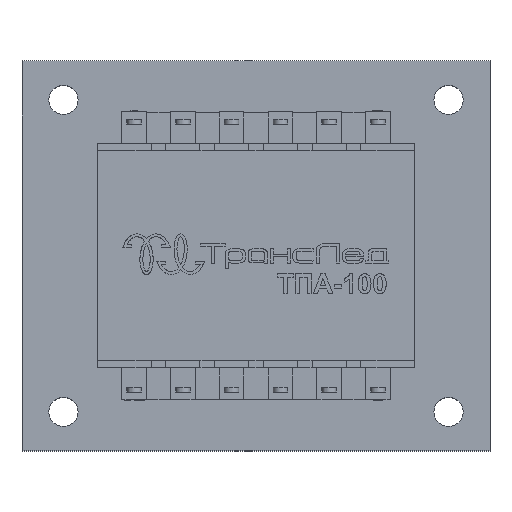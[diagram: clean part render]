
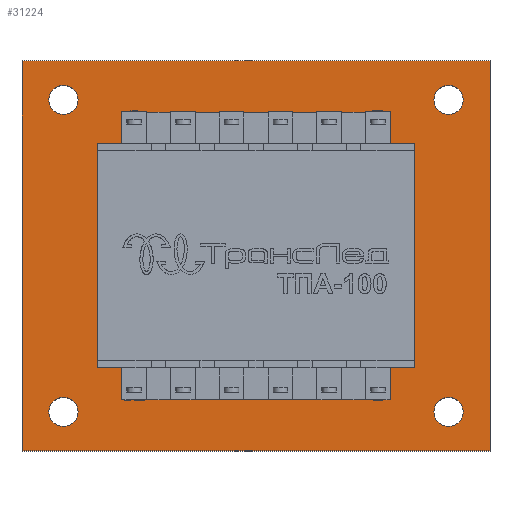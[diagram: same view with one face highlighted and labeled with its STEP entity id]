
A CAD part, top view. The second image highlights one B-rep face of the part: STEP entity #31224.
In plain terms, the highlighted planar face has unit normal (0, 0, 1).
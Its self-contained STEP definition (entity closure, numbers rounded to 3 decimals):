
#1564=FACE_BOUND('',#4649,.T.);
#1565=FACE_BOUND('',#4650,.T.);
#1566=FACE_BOUND('',#4651,.T.);
#1567=FACE_BOUND('',#4652,.T.);
#1568=FACE_BOUND('',#4653,.T.);
#1887=CIRCLE('',#33242,3.);
#1889=CIRCLE('',#33245,3.);
#1891=CIRCLE('',#33248,3.);
#1893=CIRCLE('',#33251,3.);
#2666=FACE_OUTER_BOUND('',#4648,.T.);
#4648=EDGE_LOOP('',(#22658,#22659,#22660,#22661));
#4649=EDGE_LOOP('',(#22662,#22663,#22664,#22665));
#4650=EDGE_LOOP('',(#22666));
#4651=EDGE_LOOP('',(#22667));
#4652=EDGE_LOOP('',(#22668));
#4653=EDGE_LOOP('',(#22669));
#6824=LINE('',#43563,#10279);
#6828=LINE('',#43571,#10283);
#6831=LINE('',#43577,#10286);
#6834=LINE('',#43582,#10289);
#6842=LINE('',#43615,#10297);
#6845=LINE('',#43621,#10300);
#6848=LINE('',#43627,#10303);
#6851=LINE('',#43631,#10306);
#10279=VECTOR('',#36476,10.);
#10283=VECTOR('',#36482,10.);
#10286=VECTOR('',#36487,10.);
#10289=VECTOR('',#36492,10.);
#10297=VECTOR('',#36526,10.);
#10300=VECTOR('',#36531,10.);
#10303=VECTOR('',#36536,10.);
#10306=VECTOR('',#36541,10.);
#13618=VERTEX_POINT('',#43561);
#13619=VERTEX_POINT('',#43562);
#13622=VERTEX_POINT('',#43570);
#13624=VERTEX_POINT('',#43576);
#13627=VERTEX_POINT('',#43587);
#13629=VERTEX_POINT('',#43593);
#13631=VERTEX_POINT('',#43599);
#13633=VERTEX_POINT('',#43605);
#13636=VERTEX_POINT('',#43612);
#13637=VERTEX_POINT('',#43614);
#13639=VERTEX_POINT('',#43620);
#13641=VERTEX_POINT('',#43626);
#16990=EDGE_CURVE('',#13618,#13619,#6824,.T.);
#16994=EDGE_CURVE('',#13619,#13622,#6828,.T.);
#16997=EDGE_CURVE('',#13622,#13624,#6831,.T.);
#17000=EDGE_CURVE('',#13624,#13618,#6834,.T.);
#17004=EDGE_CURVE('',#13627,#13627,#1887,.T.);
#17007=EDGE_CURVE('',#13629,#13629,#1889,.T.);
#17010=EDGE_CURVE('',#13631,#13631,#1891,.T.);
#17013=EDGE_CURVE('',#13633,#13633,#1893,.T.);
#17016=EDGE_CURVE('',#13637,#13636,#6842,.T.);
#17019=EDGE_CURVE('',#13639,#13637,#6845,.T.);
#17022=EDGE_CURVE('',#13641,#13639,#6848,.T.);
#17025=EDGE_CURVE('',#13636,#13641,#6851,.T.);
#22658=ORIENTED_EDGE('',*,*,#17025,.T.);
#22659=ORIENTED_EDGE('',*,*,#17022,.T.);
#22660=ORIENTED_EDGE('',*,*,#17019,.T.);
#22661=ORIENTED_EDGE('',*,*,#17016,.T.);
#22662=ORIENTED_EDGE('',*,*,#16997,.T.);
#22663=ORIENTED_EDGE('',*,*,#17000,.T.);
#22664=ORIENTED_EDGE('',*,*,#16990,.T.);
#22665=ORIENTED_EDGE('',*,*,#16994,.T.);
#22666=ORIENTED_EDGE('',*,*,#17013,.T.);
#22667=ORIENTED_EDGE('',*,*,#17010,.T.);
#22668=ORIENTED_EDGE('',*,*,#17007,.T.);
#22669=ORIENTED_EDGE('',*,*,#17004,.T.);
#29972=PLANE('',#33256);
#31224=ADVANCED_FACE('',(#2666,#1564,#1565,#1566,#1567,#1568),#29972,.T.);
#33242=AXIS2_PLACEMENT_3D('',#43589,#36499,#36500);
#33245=AXIS2_PLACEMENT_3D('',#43595,#36506,#36507);
#33248=AXIS2_PLACEMENT_3D('',#43601,#36513,#36514);
#33251=AXIS2_PLACEMENT_3D('',#43607,#36520,#36521);
#33256=AXIS2_PLACEMENT_3D('',#43632,#36542,#36543);
#36476=DIRECTION('',(0.,-1.,0.));
#36482=DIRECTION('',(-1.,0.,0.));
#36487=DIRECTION('',(0.,1.,0.));
#36492=DIRECTION('',(1.,0.,0.));
#36499=DIRECTION('center_axis',(0.,0.,-1.));
#36500=DIRECTION('ref_axis',(-1.,0.,0.));
#36506=DIRECTION('center_axis',(0.,0.,-1.));
#36507=DIRECTION('ref_axis',(-1.,0.,0.));
#36513=DIRECTION('center_axis',(0.,0.,-1.));
#36514=DIRECTION('ref_axis',(-1.,0.,0.));
#36520=DIRECTION('center_axis',(0.,0.,-1.));
#36521=DIRECTION('ref_axis',(-1.,0.,0.));
#36526=DIRECTION('',(0.,1.,0.));
#36531=DIRECTION('',(1.,0.,0.));
#36536=DIRECTION('',(0.,-1.,0.));
#36541=DIRECTION('',(-1.,0.,0.));
#36542=DIRECTION('center_axis',(0.,0.,1.));
#36543=DIRECTION('ref_axis',(-1.,0.,0.));
#43561=CARTESIAN_POINT('',(126.5,99.5,33.));
#43562=CARTESIAN_POINT('',(126.5,60.5,33.));
#43563=CARTESIAN_POINT('',(126.5,70.25,33.));
#43570=CARTESIAN_POINT('',(65.5,60.5,33.));
#43571=CARTESIAN_POINT('',(80.75,60.5,33.));
#43576=CARTESIAN_POINT('',(65.5,99.5,33.));
#43577=CARTESIAN_POINT('',(65.5,89.75,33.));
#43582=CARTESIAN_POINT('',(111.25,99.5,33.));
#43587=CARTESIAN_POINT('',(138.5,112.,33.));
#43589=CARTESIAN_POINT('Origin',(135.5,112.,33.));
#43593=CARTESIAN_POINT('',(59.5,48.,33.));
#43595=CARTESIAN_POINT('Origin',(56.5,48.,33.));
#43599=CARTESIAN_POINT('',(138.5,48.,33.));
#43601=CARTESIAN_POINT('Origin',(135.5,48.,33.));
#43605=CARTESIAN_POINT('',(59.5,112.,33.));
#43607=CARTESIAN_POINT('Origin',(56.5,112.,33.));
#43612=CARTESIAN_POINT('',(144.,120.,33.));
#43614=CARTESIAN_POINT('',(144.,40.,33.));
#43615=CARTESIAN_POINT('',(144.,120.,33.));
#43620=CARTESIAN_POINT('',(48.,40.,33.));
#43621=CARTESIAN_POINT('',(144.,40.,33.));
#43626=CARTESIAN_POINT('',(48.,120.,33.));
#43627=CARTESIAN_POINT('',(48.,40.,33.));
#43631=CARTESIAN_POINT('',(48.,120.,33.));
#43632=CARTESIAN_POINT('Origin',(96.,80.,33.));
